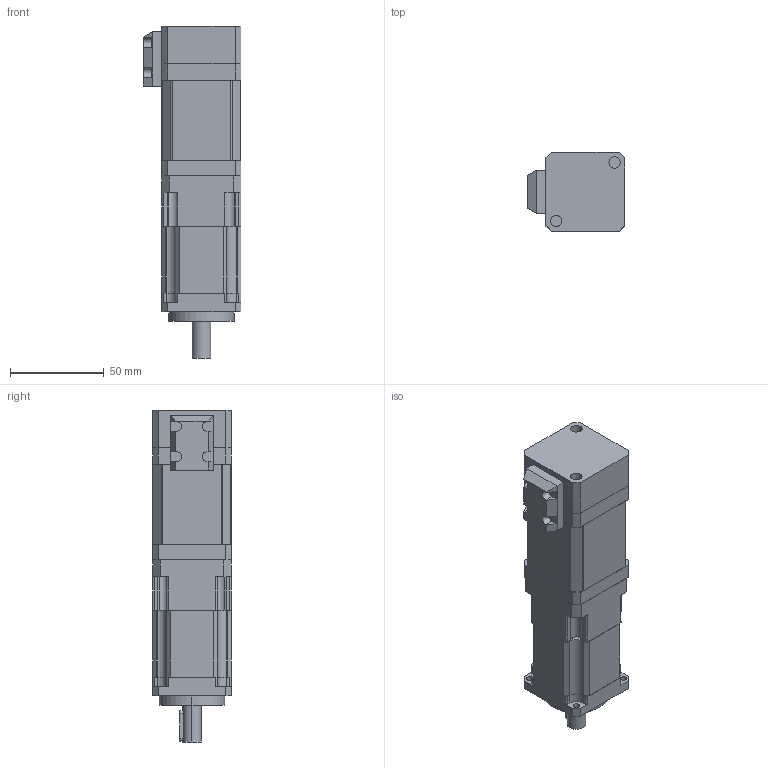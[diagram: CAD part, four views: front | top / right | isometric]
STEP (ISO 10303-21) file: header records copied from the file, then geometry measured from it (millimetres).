
FILE_DESCRIPTION (( 'STEP AP214' ), '1' );
FILE_NAME ('42HS60ES-PT100.STEP', '2024-01-09T02:02:42', ( '' ), ( '' ), 'SwSTEP 2.0', 'SolidWorks 2021', '' );
FILE_SCHEMA (( 'AUTOMOTIVE_DESIGN' ));
Length unit declared in the file: millimetre
Products named in the file (9): 42PT____-0.STEP; 42HS60ES.STEP; 42HS60ES-PT100; 42PT____________.STEP; 42__________.STEP; 42PT____.STEP; 42PT媼撰熬厒.STEP; 42________.STEP
Assembly tree (8 placements, depth 3):
  42HS60ES-PT100
    42PT媼撰熬厒.STEP
      42PT____.STEP
      42PT____________.STEP
      42PT____-0.STEP
    42HS60ES.STEP
      42HS60ES.STEP
      42________.STEP
      42__________.STEP
Bounding box: 52 x 42.04 x 176.7 mm (x, y, z)
Volume: 258947.1 mm3; surface area: 56169.7 mm2
Topology: 11 solids, 11 shells, 414 faces, 1075 edges, 707 vertices
Faces by surface type: plane 251, cylinder 143, torus 10, cone 7, bspline 3
Entity records: 14810 total; most frequent: CARTESIAN_POINT 4114, ORIENTED_EDGE 2150, DIRECTION 2108, EDGE_CURVE 1075, AXIS2_PLACEMENT_3D 710, VERTEX_POINT 707, VECTOR 688, LINE 688
